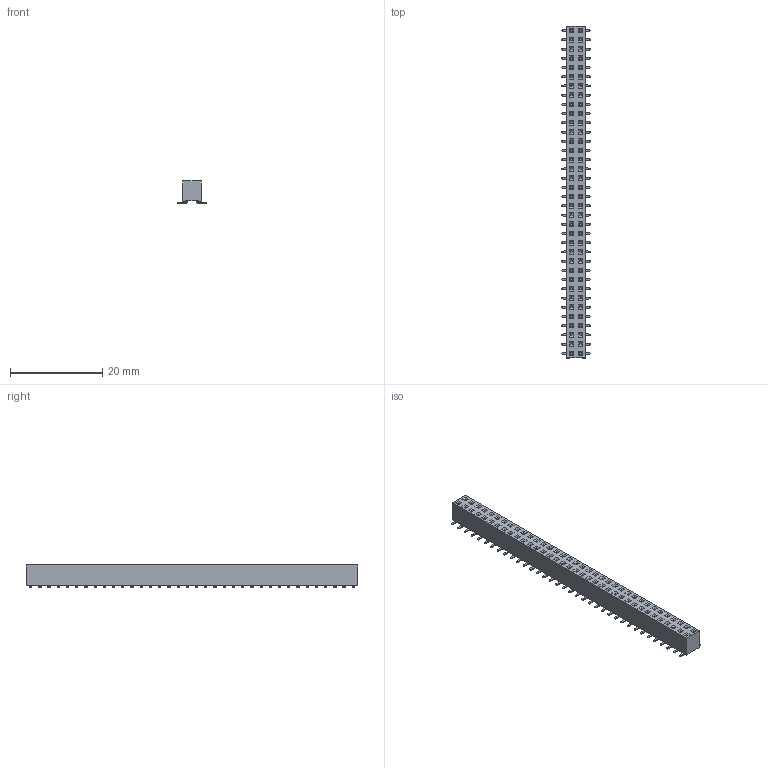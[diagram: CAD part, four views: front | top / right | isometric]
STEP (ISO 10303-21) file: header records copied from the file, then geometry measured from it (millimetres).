
FILE_DESCRIPTION(/* description */ ('model of PinSocket_2x36_P2.00mm_Vertical_SMD'),/* implementation_level */ '2;1');
FILE_NAME(/* name */ 'PinSocket_2x36_P2.00mm_Vertical_SMD.step',/* time_stamp */ '2017-11-27T03:37:31',/* author */ ('Terje Io','https://github.com/terjeio'),/* organization */ ('FreeCAD'),/* preprocessor_version */ 'OCC',/* originating_system */ 'kicad StepUp',/* authorisation */ '');
FILE_SCHEMA(('AUTOMOTIVE_DESIGN_CC2 { 1 2 10303 214 -1 1 5 4 }'));
Products named in the file (1): PinSocket_2x36_P200mm_Vertical_SMD
Bounding box: 6.1 x 72 x 4.8 mm (x, y, z)
Volume: 1204.9 mm3; surface area: 2078.3 mm2
Topology: 1 solids, 1 shells, 2530 faces, 6360 edges, 4048 vertices
Faces by surface type: plane 2314, cylinder 216
Entity records: 91451 total; most frequent: CARTESIAN_POINT 12939, ORIENTED_EDGE 12720, DIRECTION 11854, EDGE_CURVE 6360, LINE 5928, VECTOR 5928, VERTEX_POINT 4048, AXIS2_PLACEMENT_3D 2963
